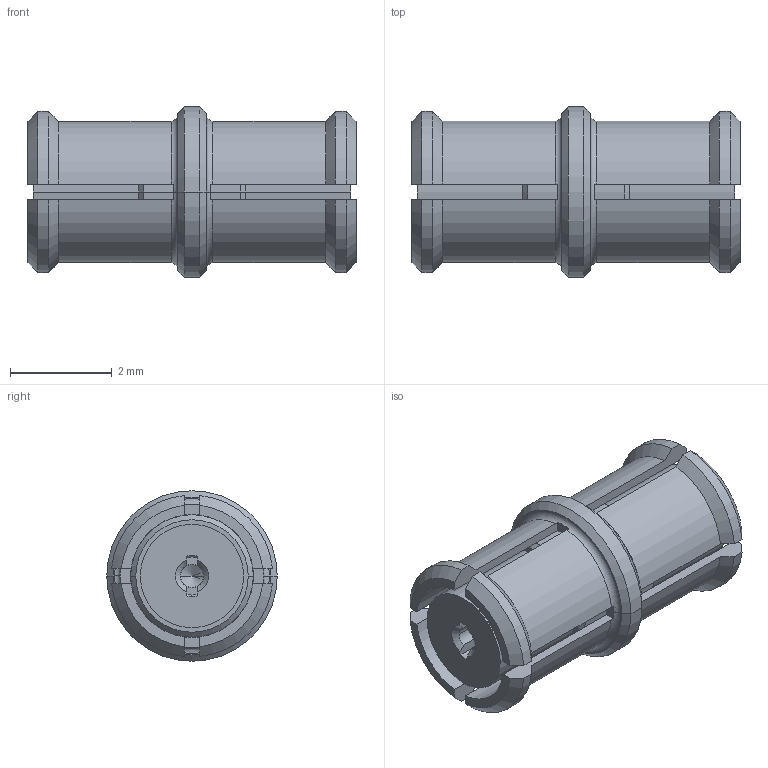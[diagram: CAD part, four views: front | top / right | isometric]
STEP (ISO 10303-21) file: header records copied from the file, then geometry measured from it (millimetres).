
FILE_DESCRIPTION((''),'2;1');
FILE_NAME('SMP-FSBA-645','2020-09-04T16:25:09',('karthik'),(''),'CREO PARAMETRIC BY PTC INC, 2019444','CREO PARAMETRIC BY PTC INC, 2019444','');
FILE_SCHEMA(('CONFIG_CONTROL_DESIGN'));
Length unit declared in the file: millimetre
Products named in the file (1): SMP-FSBA-645
Bounding box: 6.45 x 3.35 x 3.35 mm (x, y, z)
Volume: 33.4 mm3; surface area: 160.5 mm2
Topology: 1 solids, 1 shells, 142 faces, 392 edges, 254 vertices
Faces by surface type: plane 52, cylinder 46, cone 40, torus 4
Entity records: 4733 total; most frequent: CARTESIAN_POINT 1055, DIRECTION 780, ORIENTED_EDGE 776, EDGE_CURVE 388, AXIS2_PLACEMENT_3D 314, VERTEX_POINT 254, CIRCLE 172, VECTOR 152
